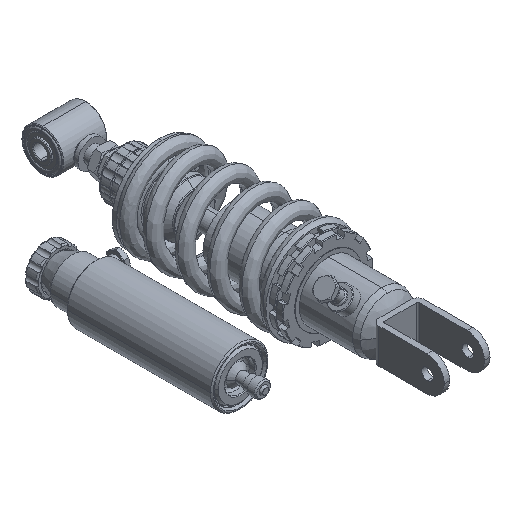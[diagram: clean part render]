
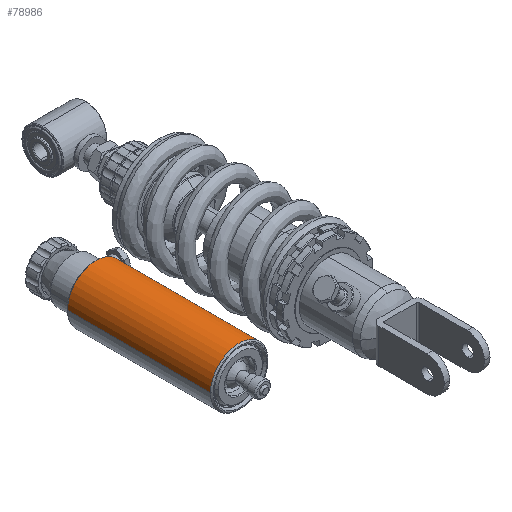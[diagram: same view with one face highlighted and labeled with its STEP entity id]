
A CAD part, isometric view. The second image highlights one B-rep face of the part: STEP entity #78986.
In plain terms, the highlighted cylindrical face has radius 20.7 mm (diameter 41.4 mm), a partial arc.
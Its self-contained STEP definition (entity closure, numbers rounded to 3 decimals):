
#869 = CYLINDRICAL_SURFACE ( 'NONE', #66369, 20.7 ) ;
#2632 = EDGE_CURVE ( 'NONE', #77963, #23863, #63821, .T. ) ;
#3720 = LINE ( 'NONE', #93711, #18556 ) ;
#12181 = VERTEX_POINT ( 'NONE', #14998 ) ;
#13349 = ORIENTED_EDGE ( 'NONE', *, *, #2632, .F. ) ;
#14998 = CARTESIAN_POINT ( 'NONE',  ( 0., -51.545, 20.7 ) ) ;
#16861 = DIRECTION ( 'NONE',  ( 0., 0., 1. ) ) ;
#18556 = VECTOR ( 'NONE', #70511, 1000. ) ;
#19291 = CARTESIAN_POINT ( 'NONE',  ( 0., 51.545, -20.7 ) ) ;
#21971 = ORIENTED_EDGE ( 'NONE', *, *, #42557, .T. ) ;
#22177 = CIRCLE ( 'NONE', #40681, 20.7 ) ;
#23782 = EDGE_CURVE ( 'NONE', #25545, #12181, #22177, .T. ) ;
#23863 = VERTEX_POINT ( 'NONE', #73744 ) ;
#25545 = VERTEX_POINT ( 'NONE', #41896 ) ;
#26445 = AXIS2_PLACEMENT_3D ( 'NONE', #75323, #91240, #54028 ) ;
#28895 = CARTESIAN_POINT ( 'NONE',  ( 0., -51.545, 0. ) ) ;
#37880 = CARTESIAN_POINT ( 'NONE',  ( 0., 57.75, 0. ) ) ;
#39575 = FACE_OUTER_BOUND ( 'NONE', #46242, .T. ) ;
#40681 = AXIS2_PLACEMENT_3D ( 'NONE', #28895, #78848, #79794 ) ;
#41872 = EDGE_CURVE ( 'NONE', #25545, #77963, #50581, .T. ) ;
#41896 = CARTESIAN_POINT ( 'NONE',  ( 0., -51.545, -20.7 ) ) ;
#42557 = EDGE_CURVE ( 'NONE', #12181, #23863, #3720, .T. ) ;
#45183 = DIRECTION ( 'NONE',  ( 0., 1., 0. ) ) ;
#46242 = EDGE_LOOP ( 'NONE', ( #52445, #53325, #21971, #13349 ) ) ;
#50581 = LINE ( 'NONE', #52554, #89242 ) ;
#52445 = ORIENTED_EDGE ( 'NONE', *, *, #41872, .F. ) ;
#52554 = CARTESIAN_POINT ( 'NONE',  ( 0., 57.75, -20.7 ) ) ;
#53325 = ORIENTED_EDGE ( 'NONE', *, *, #23782, .T. ) ;
#54028 = DIRECTION ( 'NONE',  ( 0., 0., 1. ) ) ;
#63821 = CIRCLE ( 'NONE', #26445, 20.7 ) ;
#66369 = AXIS2_PLACEMENT_3D ( 'NONE', #37880, #45183, #16861 ) ;
#67504 = DIRECTION ( 'NONE',  ( 0., 1., 0. ) ) ;
#70511 = DIRECTION ( 'NONE',  ( 0., 1., 0. ) ) ;
#73744 = CARTESIAN_POINT ( 'NONE',  ( 0., 51.545, 20.7 ) ) ;
#75323 = CARTESIAN_POINT ( 'NONE',  ( 0., 51.545, 0. ) ) ;
#77963 = VERTEX_POINT ( 'NONE', #19291 ) ;
#78848 = DIRECTION ( 'NONE',  ( 0., 1., 0. ) ) ;
#78986 = ADVANCED_FACE ( 'NONE', ( #39575 ), #869, .T. ) ;
#79794 = DIRECTION ( 'NONE',  ( 0., 0., 1. ) ) ;
#89242 = VECTOR ( 'NONE', #67504, 1000. ) ;
#91240 = DIRECTION ( 'NONE',  ( 0., 1., 0. ) ) ;
#93711 = CARTESIAN_POINT ( 'NONE',  ( 0., 57.75, 20.7 ) ) ;
